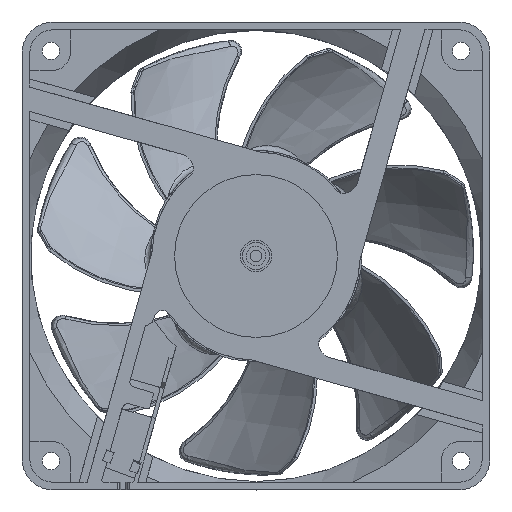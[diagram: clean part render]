
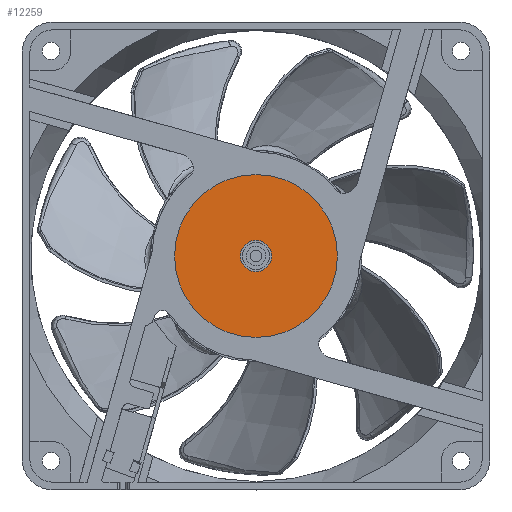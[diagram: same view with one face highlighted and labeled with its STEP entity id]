
A CAD part, front view. The second image highlights one B-rep face of the part: STEP entity #12259.
In plain terms, the highlighted planar face has unit normal (0, -1, 0).
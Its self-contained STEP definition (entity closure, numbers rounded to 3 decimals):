
#4823=CARTESIAN_POINT('',(0.,0.15,0.));
#4824=DIRECTION('',(0.,1.,0.));
#4825=DIRECTION('',(0.,0.,1.));
#4826=AXIS2_PLACEMENT_3D('',#4823,#4824,#4825);
#4828=CARTESIAN_POINT('',(0.,0.15,0.));
#4829=DIRECTION('',(0.,1.,0.));
#4830=DIRECTION('',(0.,0.,-1.));
#4831=AXIS2_PLACEMENT_3D('',#4828,#4829,#4830);
#4833=CARTESIAN_POINT('',(0.,0.15,0.));
#4834=DIRECTION('',(0.,-1.,0.));
#4835=DIRECTION('',(0.,0.,1.));
#4836=AXIS2_PLACEMENT_3D('',#4833,#4834,#4835);
#4838=CARTESIAN_POINT('',(0.,0.15,0.));
#4839=DIRECTION('',(0.,-1.,0.));
#4840=DIRECTION('',(0.,0.,-1.));
#4841=AXIS2_PLACEMENT_3D('',#4838,#4839,#4840);
#6424=CARTESIAN_POINT('',(0.,0.15,4.005));
#6425=VERTEX_POINT('',#6424);
#6426=CARTESIAN_POINT('',(0.,0.15,-4.005));
#6427=VERTEX_POINT('',#6426);
#6428=CARTESIAN_POINT('',(0.,0.15,20.875));
#6429=CARTESIAN_POINT('',(0.,0.15,-20.875));
#6430=VERTEX_POINT('',#6428);
#6431=VERTEX_POINT('',#6429);
#12244=CARTESIAN_POINT('',(0.,0.15,0.));
#12245=DIRECTION('',(0.,-1.,0.));
#12246=DIRECTION('',(0.,0.,-1.));
#12247=AXIS2_PLACEMENT_3D('',#12244,#12245,#12246);
#12248=PLANE('',#12247);
#12250=ORIENTED_EDGE('',*,*,#12249,.T.);
#12252=ORIENTED_EDGE('',*,*,#12251,.T.);
#12253=EDGE_LOOP('',(#12250,#12252));
#12254=FACE_OUTER_BOUND('',#12253,.F.);
#12255=ORIENTED_EDGE('',*,*,#12238,.T.);
#12256=ORIENTED_EDGE('',*,*,#12223,.T.);
#12257=EDGE_LOOP('',(#12255,#12256));
#12258=FACE_BOUND('',#12257,.F.);
#4827=CIRCLE('',#4826,20.875);
#4832=CIRCLE('',#4831,20.875);
#4837=CIRCLE('',#4836,4.005);
#4842=CIRCLE('',#4841,4.005);
#12223=EDGE_CURVE('',#6427,#6425,#4842,.T.);
#12238=EDGE_CURVE('',#6425,#6427,#4837,.T.);
#12249=EDGE_CURVE('',#6430,#6431,#4827,.T.);
#12251=EDGE_CURVE('',#6431,#6430,#4832,.T.);
#12259=ADVANCED_FACE('',(#12254,#12258),#12248,.T.);
